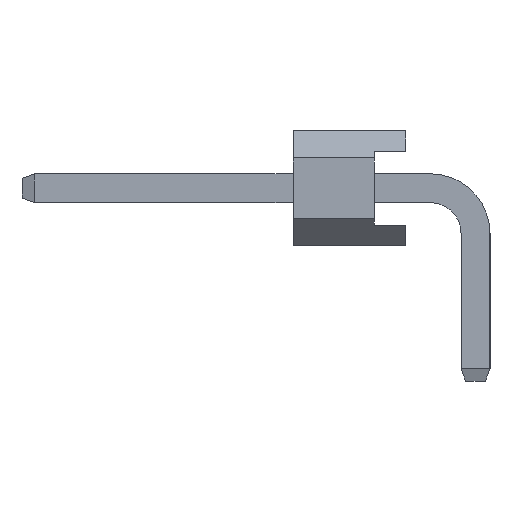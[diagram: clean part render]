
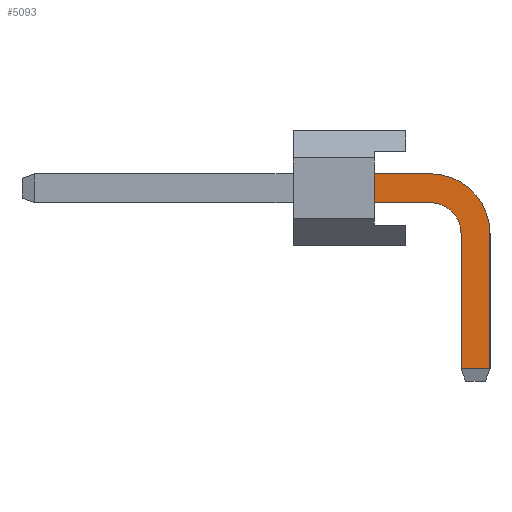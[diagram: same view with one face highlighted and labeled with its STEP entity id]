
A CAD part, left-side view. The second image highlights one B-rep face of the part: STEP entity #5093.
In plain terms, the highlighted planar face has unit normal (-1, 0, 0).
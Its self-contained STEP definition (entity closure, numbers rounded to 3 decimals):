
#5093=ADVANCED_FACE('',(#14229),#14231,.T.);
#14229=FACE_BOUND('',#14230,.T.);
#14230=EDGE_LOOP('',(#21665,#21666,#21667,#21668,#21669,#21670,#21671,#21672));
#14231=PLANE('',#14232);
#14232=AXIS2_PLACEMENT_3D('',#14233,#14234,#14235);
#14233=CARTESIAN_POINT('',(-0.32,0.32,-3.));
#14234=DIRECTION('',(-1.,0.,0.));
#14235=DIRECTION('',(0.,-1.,0.));
#21665=ORIENTED_EDGE('',*,*,#26089,.T.);
#21666=ORIENTED_EDGE('',*,*,#26090,.T.);
#21667=ORIENTED_EDGE('',*,*,#26091,.T.);
#21668=ORIENTED_EDGE('',*,*,#26092,.T.);
#21669=ORIENTED_EDGE('',*,*,#24629,.T.);
#21670=ORIENTED_EDGE('',*,*,#26093,.F.);
#21671=ORIENTED_EDGE('',*,*,#26094,.F.);
#21672=ORIENTED_EDGE('',*,*,#26095,.F.);
#24629=EDGE_CURVE('',#28205,#28206,#28207,.T.);
#26089=EDGE_CURVE('',#30497,#30498,#30499,.T.);
#26090=EDGE_CURVE('',#30498,#30500,#30501,.T.);
#26091=EDGE_CURVE('',#30500,#30502,#30503,.T.);
#26092=EDGE_CURVE('',#30502,#28205,#30504,.T.);
#26093=EDGE_CURVE('',#30505,#28206,#30506,.T.);
#26094=EDGE_CURVE('',#30507,#30505,#30508,.T.);
#26095=EDGE_CURVE('',#30497,#30507,#30509,.T.);
#28205=VERTEX_POINT('',#34305);
#28206=VERTEX_POINT('',#34306);
#28207=LINE('',#34307,#34308);
#30497=VERTEX_POINT('',#39653);
#30498=VERTEX_POINT('',#39654);
#30499=LINE('',#39655,#39656);
#30500=VERTEX_POINT('',#39658);
#30501=LINE('',#39659,#39660);
#30502=VERTEX_POINT('',#39662);
#30503=CIRCLE('',#39663,1.32);
#30504=LINE('',#39667,#39668);
#30505=VERTEX_POINT('',#39670);
#30506=LINE('',#39671,#39672);
#30507=VERTEX_POINT('',#39674);
#30508=CIRCLE('',#39675,0.68);
#30509=LINE('',#39679,#39680);
#34305=CARTESIAN_POINT('',(-0.32,2.24,1.59));
#34306=CARTESIAN_POINT('',(-0.32,2.24,0.95));
#34307=CARTESIAN_POINT('',(-0.32,2.24,1.59));
#34308=VECTOR('',#34309,1.);
#34309=DIRECTION('',(0.,0.,-1.));
#39653=CARTESIAN_POINT('',(-0.32,0.32,-2.725));
#39654=CARTESIAN_POINT('',(-0.32,-0.32,-2.725));
#39655=CARTESIAN_POINT('',(-0.32,0.32,-2.725));
#39656=VECTOR('',#39657,1.);
#39657=DIRECTION('',(0.,-1.,0.));
#39658=CARTESIAN_POINT('',(-0.32,-0.32,0.27));
#39659=CARTESIAN_POINT('',(-0.32,-0.32,-2.725));
#39660=VECTOR('',#39661,1.);
#39661=DIRECTION('',(0.,0.,1.));
#39662=CARTESIAN_POINT('',(-0.32,1.,1.59));
#39663=AXIS2_PLACEMENT_3D('',#39664,#39665,#39666);
#39664=CARTESIAN_POINT('',(-0.32,1.,0.27));
#39665=DIRECTION('',(-1.,-0.,0.));
#39666=DIRECTION('',(0.,-1.,0.));
#39667=CARTESIAN_POINT('',(-0.32,1.,1.59));
#39668=VECTOR('',#39669,1.);
#39669=DIRECTION('',(0.,1.,0.));
#39670=CARTESIAN_POINT('',(-0.32,1.,0.95));
#39671=CARTESIAN_POINT('',(-0.32,1.,0.95));
#39672=VECTOR('',#39673,1.);
#39673=DIRECTION('',(0.,1.,0.));
#39674=CARTESIAN_POINT('',(-0.32,0.32,0.27));
#39675=AXIS2_PLACEMENT_3D('',#39676,#39677,#39678);
#39676=CARTESIAN_POINT('',(-0.32,1.,0.27));
#39677=DIRECTION('',(-1.,-0.,0.));
#39678=DIRECTION('',(0.,-1.,0.));
#39679=CARTESIAN_POINT('',(-0.32,0.32,-2.725));
#39680=VECTOR('',#39681,1.);
#39681=DIRECTION('',(0.,0.,1.));
